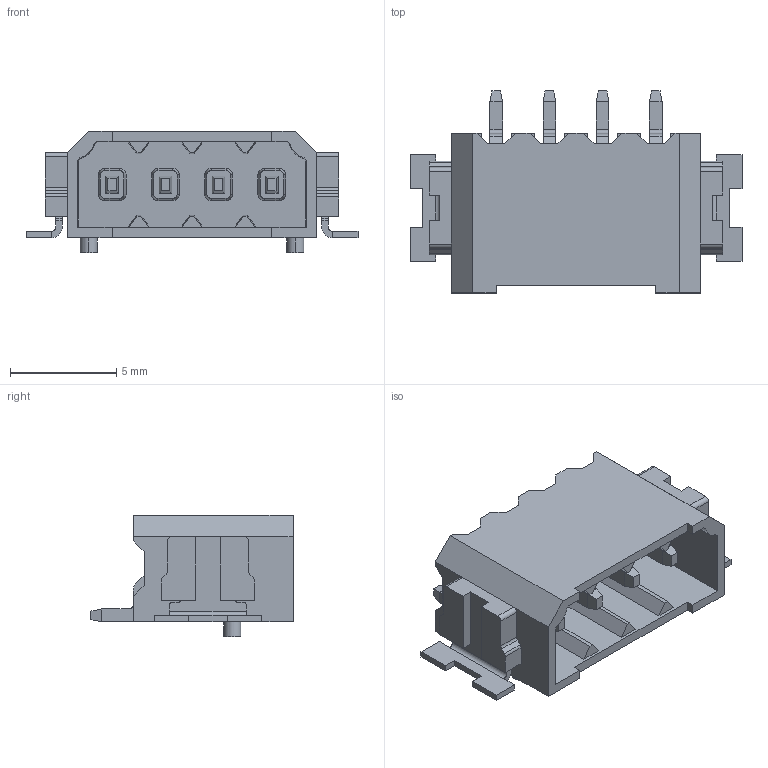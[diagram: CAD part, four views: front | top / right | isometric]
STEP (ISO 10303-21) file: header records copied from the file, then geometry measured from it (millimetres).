
FILE_DESCRIPTION(('Creo Elements/Direct Modeling STEP Export'),'2;1');
FILE_NAME('model.stp','2018-02-10T 8:15:00',(''),(''),'Creo Elements/Direct Modeling STEP processor for AP214 (Solid Model)','Creo Elements/Direct Modeling 18.1I 14-Aug-2016 (C) Parametric Technology GmbH','');
FILE_SCHEMA(('AUTOMOTIVE_DESIGN { 1 0 10303 214 1 1 1 1 }'));
Length unit declared in the file: millimetre
Products named in the file (2): PTSM_0_5-4-HH-2_5-SMD-127060.PRT
Assembly tree (1 placements, depth 2):
  PTSM_0_5-4-HH-2_5-SMD-127060.PRT
    PTSM_0_5-4-HH-2_5-SMD-127060.PRT
Bounding box: 15.6 x 9.5 x 5.7 mm (x, y, z)
Volume: 248.5 mm3; surface area: 665.4 mm2
Topology: 1 solids, 1 shells, 336 faces, 912 edges, 592 vertices
Faces by surface type: plane 278, cylinder 40, cone 18
Entity records: 13101 total; most frequent: CARTESIAN_POINT 1838, ORIENTED_EDGE 1824, DIRECTION 1700, EDGE_CURVE 912, VECTOR 792, LINE 792, VERTEX_POINT 592, AXIS2_PLACEMENT_3D 454
